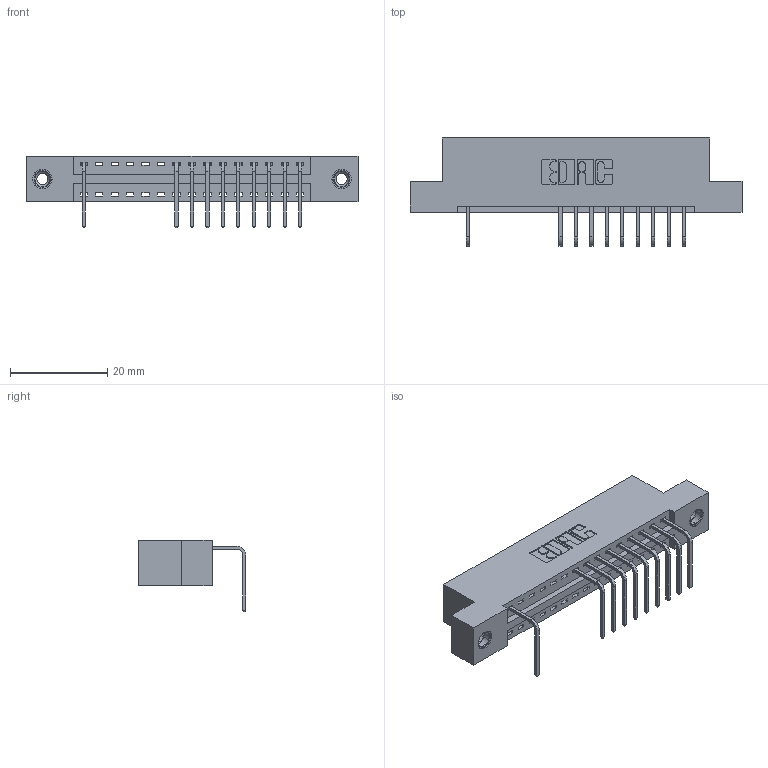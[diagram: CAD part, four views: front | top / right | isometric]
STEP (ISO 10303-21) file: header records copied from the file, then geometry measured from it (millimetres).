
FILE_DESCRIPTION (( 'STEP AP203' ), '1' );
FILE_NAME ('346-015-558-108.STEP', '2018-08-20T03:05:35', ( '' ), ( '' ), 'SwSTEP 2.0', 'SolidWorks 2016', '' );
FILE_SCHEMA (( 'CONFIG_CONTROL_DESIGN' ));
Length unit declared in the file: inch
Products named in the file (4): 345-250-001_345-250-003-102; 346-015-558-108; 346 Part_Flush Mounting Lugs - 0.156 Dia-TI; 345-292-001_558 Tail - 2
Assembly tree (13 placements, depth 2):
  346-015-558-108
    346 Part_Flush Mounting Lugs - 0.156 Dia-TI
    345-292-001_558 Tail - 2  x10
    345-250-001_345-250-003-102  x2
Bounding box: 68.2 x 22.16 x 14.73 mm (x, y, z)
Volume: 6311.8 mm3; surface area: 7510.4 mm2
Topology: 13 solids, 13 shells, 842 faces, 2495 edges, 1642 vertices
Faces by surface type: plane 578, cylinder 248, cone 12, torus 4
Entity records: 14054 total; most frequent: CARTESIAN_POINT 2423, ORIENTED_EDGE 2370, DIRECTION 2191, EDGE_CURVE 1185, VECTOR 973, LINE 973, VERTEX_POINT 784, AXIS2_PLACEMENT_3D 609
